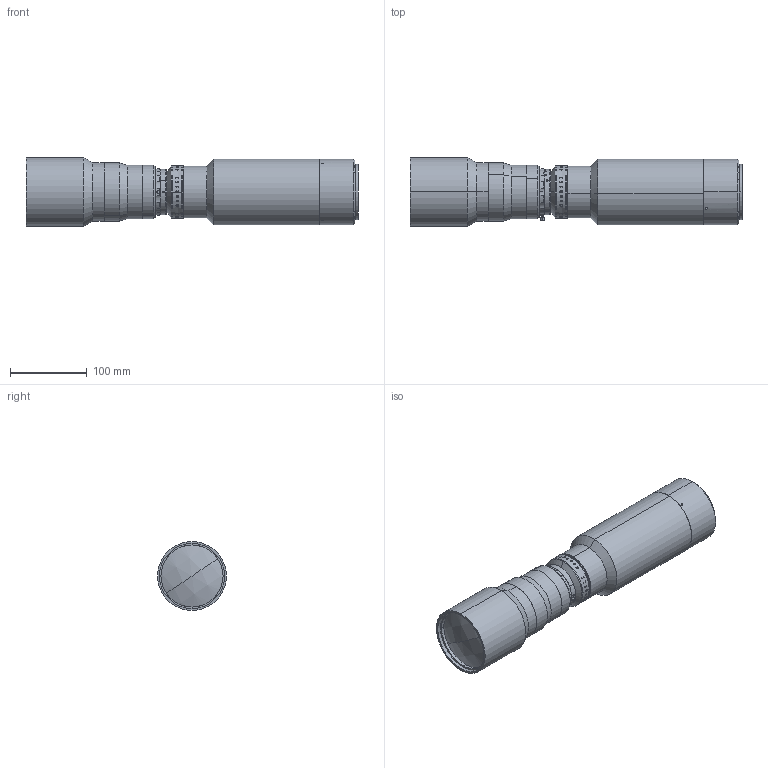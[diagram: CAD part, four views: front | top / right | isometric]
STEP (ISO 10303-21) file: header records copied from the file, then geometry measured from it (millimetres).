
FILE_DESCRIPTION (( 'STEP AP203' ), '1' );
FILE_NAME ('XF-PTL06557-M72-11.48-VI.STEP', '2019-06-13T06:21:35', ( 'canrill005' ), ( '' ), 'SwSTEP 2.0', 'SolidWorks 2014', '' );
FILE_SCHEMA (( 'CONFIG_CONTROL_DESIGN' ));
Length unit declared in the file: millimetre
Products named in the file (2): XF-PTL06557-M72-11.48-VI
Bounding box: 433.53 x 90 x 90 mm (x, y, z)
Surface area: 149933.2 mm2 (no closed solid volume)
Topology: 0 solids, 77 shells, 254 faces, 1812 edges, 1611 vertices
Faces by surface type: cylinder 159, plane 55, cone 36, sphere 2, bspline 2
Entity records: 30003 total; most frequent: CARTESIAN_POINT 17417, DIRECTION 2344, ORIENTED_EDGE 2173, EDGE_CURVE 1812, VERTEX_POINT 1611, AXIS2_PLACEMENT_3D 903, CIRCLE 649, B_SPLINE_CURVE_WITH_KNOTS 625
